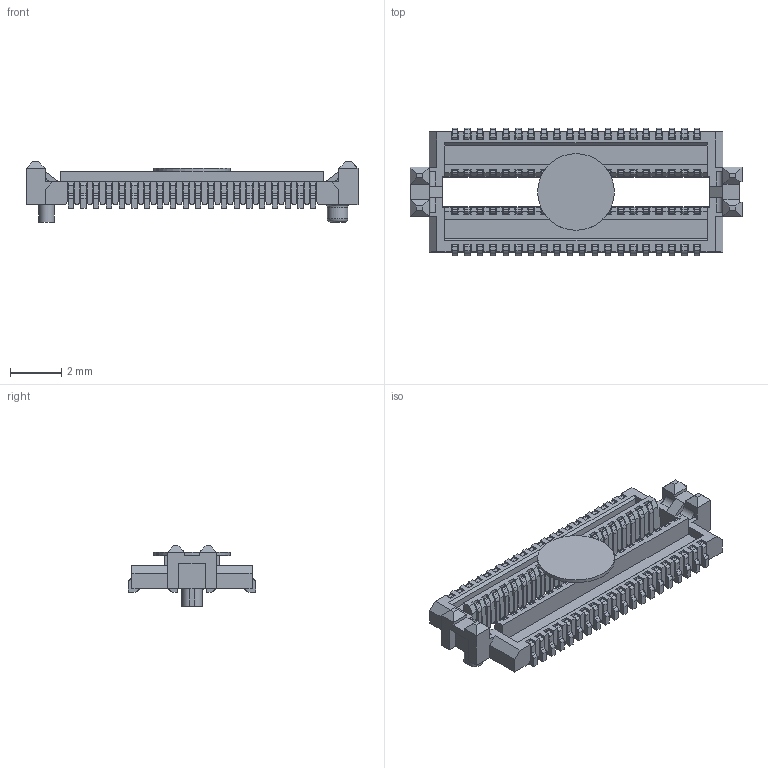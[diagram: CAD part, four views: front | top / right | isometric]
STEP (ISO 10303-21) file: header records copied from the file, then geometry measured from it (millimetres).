
FILE_DESCRIPTION(/* description */ (''),/* implementation_level */ '2;1');
FILE_NAME(/* name */ 'TLH-020-0.50-G-D-A-K.stp',/* time_stamp */ '2021-04-27T13:59:06-07:00',/* author */ (''),/* organization */ (''),/* preprocessor_version */ 'ST-DEVELOPER v15.2',/* originating_system */ 'Autodesk Translator Framework v2.0.0.5431',/* authorisation */ '');
FILE_SCHEMA (('AUTOMOTIVE_DESIGN { 1 0 10303 214 3 1 1 }'));
Products named in the file (1): TLH 20 pin model
Bounding box: 13 x 5 x 2.36 mm (x, y, z)
Volume: 38.1 mm3; surface area: 389.3 mm2
Topology: 4 solids, 4 shells, 1866 faces, 5546 edges, 3687 vertices
Faces by surface type: plane 1214, cylinder 650, torus 2
Full cylindrical faces by diameter (mm): 0.8 x1, 3 x1
Entity records: 62435 total; most frequent: CARTESIAN_POINT 11094, ORIENTED_EDGE 11082, DIRECTION 10577, EDGE_CURVE 5541, LINE 4239, VECTOR 4239, VERTEX_POINT 3686, AXIS2_PLACEMENT_3D 3169
